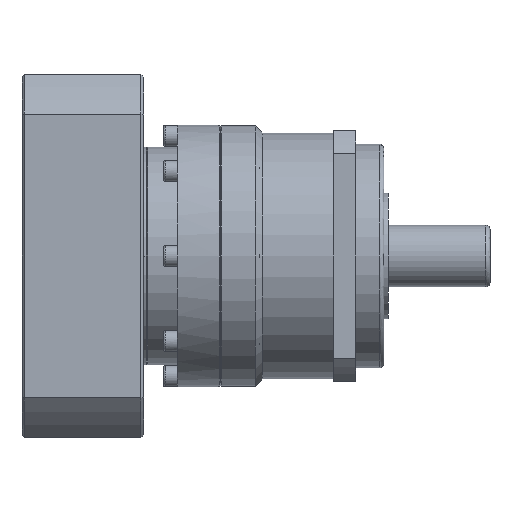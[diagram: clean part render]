
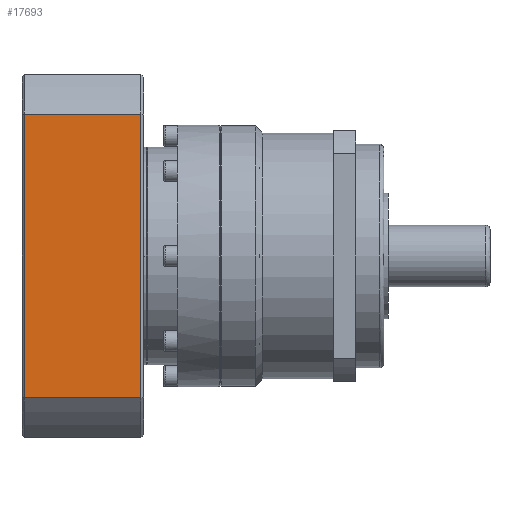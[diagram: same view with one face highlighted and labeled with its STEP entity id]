
A CAD part, front view. The second image highlights one B-rep face of the part: STEP entity #17693.
In plain terms, the highlighted face is planar.
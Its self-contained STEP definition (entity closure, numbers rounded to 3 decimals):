
#242 = EDGE_LOOP ( 'NONE', ( #13184, #14113, #730, #7764 ) ) ;
#730 = ORIENTED_EDGE ( 'NONE', *, *, #12561, .F. ) ;
#780 = CARTESIAN_POINT ( 'NONE',  ( -65., 50.806, 47. ) ) ;
#813 = EDGE_CURVE ( 'NONE', #14425, #16654, #13617, .T. ) ;
#1504 = VERTEX_POINT ( 'NONE', #15707 ) ;
#1963 = VECTOR ( 'NONE', #4000, 1000. ) ;
#2303 = DIRECTION ( 'NONE',  ( 0., 1., 0. ) ) ;
#4000 = DIRECTION ( 'NONE',  ( 0., 1., 0. ) ) ;
#4362 = VERTEX_POINT ( 'NONE', #17361 ) ;
#4594 = CARTESIAN_POINT ( 'NONE',  ( -65., 25.403, 4.5 ) ) ;
#5785 = EDGE_CURVE ( 'NONE', #4362, #14425, #7286, .T. ) ;
#6510 = DIRECTION ( 'NONE',  ( 0., -1., 0. ) ) ;
#6658 = LINE ( 'NONE', #9524, #17789 ) ;
#7192 = AXIS2_PLACEMENT_3D ( 'NONE', #780, #11020, #2303 ) ;
#7286 = LINE ( 'NONE', #8221, #18386 ) ;
#7764 = ORIENTED_EDGE ( 'NONE', *, *, #813, .F. ) ;
#7969 = DIRECTION ( 'NONE',  ( 0., 0., 1. ) ) ;
#8141 = CARTESIAN_POINT ( 'NONE',  ( -65., -50.806, 4.5 ) ) ;
#8221 = CARTESIAN_POINT ( 'NONE',  ( -65., -50.806, 0. ) ) ;
#9524 = CARTESIAN_POINT ( 'NONE',  ( -65., 50.806, 47. ) ) ;
#11020 = DIRECTION ( 'NONE',  ( 1., 0., 0. ) ) ;
#11042 = VECTOR ( 'NONE', #6510, 1000. ) ;
#12561 = EDGE_CURVE ( 'NONE', #16654, #1504, #6658, .T. ) ;
#13184 = ORIENTED_EDGE ( 'NONE', *, *, #5785, .F. ) ;
#13617 = LINE ( 'NONE', #4594, #1963 ) ;
#14113 = ORIENTED_EDGE ( 'NONE', *, *, #14314, .F. ) ;
#14314 = EDGE_CURVE ( 'NONE', #1504, #4362, #18758, .T. ) ;
#14399 = CARTESIAN_POINT ( 'NONE',  ( -65., 50.806, 4.5 ) ) ;
#14425 = VERTEX_POINT ( 'NONE', #8141 ) ;
#15226 = CARTESIAN_POINT ( 'NONE',  ( -65., 50.806, 46.2 ) ) ;
#15327 = PLANE ( 'NONE',  #7192 ) ;
#15707 = CARTESIAN_POINT ( 'NONE',  ( -65., 50.806, 46.2 ) ) ;
#16654 = VERTEX_POINT ( 'NONE', #14399 ) ;
#17361 = CARTESIAN_POINT ( 'NONE',  ( -65., -50.806, 46.2 ) ) ;
#17693 = ADVANCED_FACE ( 'NONE', ( #17756 ), #15327, .F. ) ;
#17756 = FACE_OUTER_BOUND ( 'NONE', #242, .T. ) ;
#17789 = VECTOR ( 'NONE', #7969, 1000. ) ;
#18364 = DIRECTION ( 'NONE',  ( 0., 0., -1. ) ) ;
#18386 = VECTOR ( 'NONE', #18364, 1000. ) ;
#18758 = LINE ( 'NONE', #15226, #11042 ) ;
